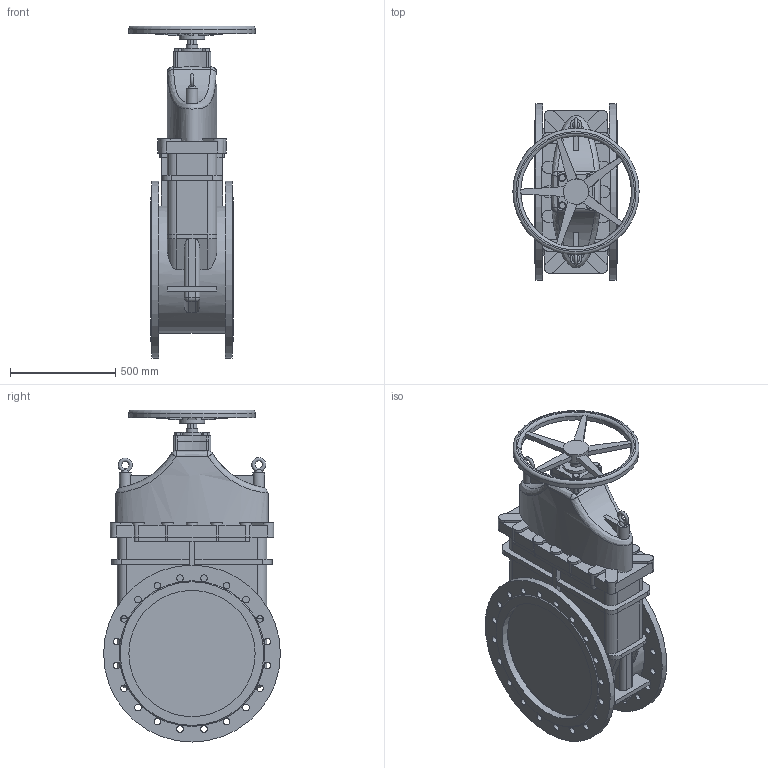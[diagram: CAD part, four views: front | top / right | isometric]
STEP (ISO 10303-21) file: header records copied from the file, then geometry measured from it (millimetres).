
FILE_DESCRIPTION(('STEP AP203'), '1');
FILE_NAME('逜謺鍒鴀_100-600-10_1', '', ('UNSPECIFIED'), ('UNSPECIFIED'), 'C3D Converter', 'C3D Toolkit', '');
FILE_SCHEMA(('CONFIG_CONTROL_DESIGN'));
Length unit declared in the file: millimetre
Bounding box: 600 x 840 x 1577 mm (x, y, z)
Volume: 226696305 mm3; surface area: 4868191.6 mm2
Topology: 2 solids, 2 shells, 5619 faces, 16700 edges, 11124 vertices
Faces by surface type: plane 5447, cylinder 137, cone 16, sphere 8, torus 6, bspline 5
Full cylindrical faces by diameter (mm): 31 x40, 55.401 x3, 120 x1, 124.098 x1, 525 x1, 551 x1, 574 x1, 600 x3, 603.868 x1, 840 x2
Entity records: 244644 total; most frequent: CARTESIAN_POINT 49058, ORIENTED_EDGE 33250, DIRECTION 28014, EDGE_CURVE 16625, LINE 16150, VECTOR 16150, VERTEX_POINT 11118, AXIS2_PLACEMENT_3D 5932
